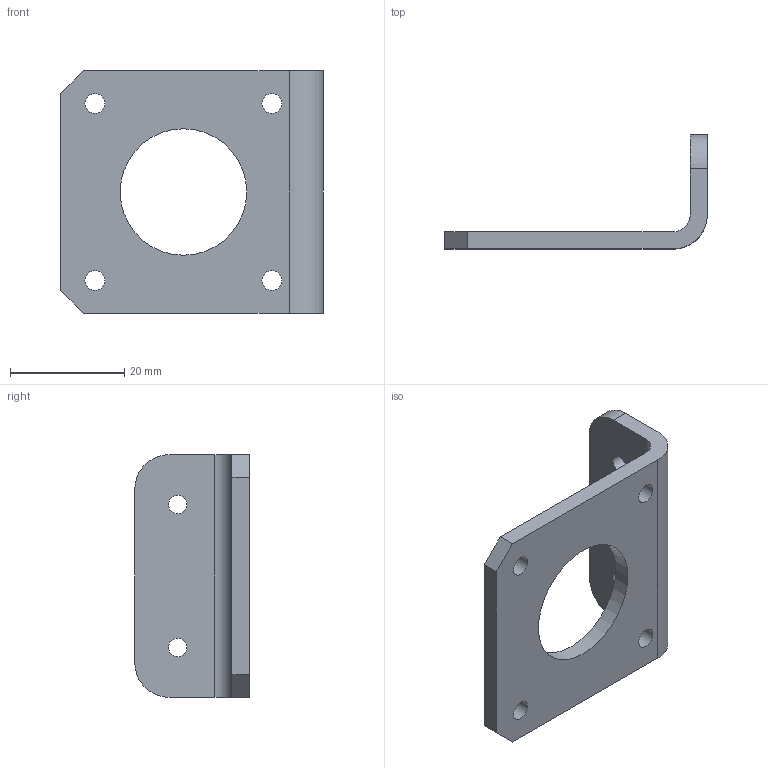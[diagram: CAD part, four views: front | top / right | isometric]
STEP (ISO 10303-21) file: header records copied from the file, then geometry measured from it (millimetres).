
FILE_DESCRIPTION(/* description */ ('SOPORTE MOTOR Y'),/* implementation_level */ '2;1');
FILE_NAME(/* name */ 'C04H030035-y-motor-support.stp',/* time_stamp */ '2014-12-22T14:58:55+01:00',/* author */ ('MARCHA TECHNOLOGY'),/* organization */ ('MARCHA TECHNOLOGY'),/* preprocessor_version */ 'ST-DEVELOPER v15.6',/* originating_system */ 'Autodesk Inventor 2015',/* authorisation */ '');
FILE_SCHEMA (('CONFIG_CONTROL_DESIGN'));
Length unit declared in the file: millimetre
Products named in the file (1): C04H030035-y-motor-support
Bounding box: 46 x 20 x 42.5 mm (x, y, z)
Volume: 6370.9 mm3; surface area: 5241 mm2
Topology: 1 solids, 1 shells, 21 faces, 63 edges, 44 vertices
Faces by surface type: cylinder 11, plane 10
Full cylindrical faces by diameter (mm): 3.242 x2, 3.5 x4, 22.15 x1
Entity records: 690 total; most frequent: DIRECTION 116, CARTESIAN_POINT 110, ORIENTED_EDGE 100, EDGE_CURVE 50, AXIS2_PLACEMENT_3D 44, EDGE_LOOP 42, VERTEX_POINT 38, LINE 28
